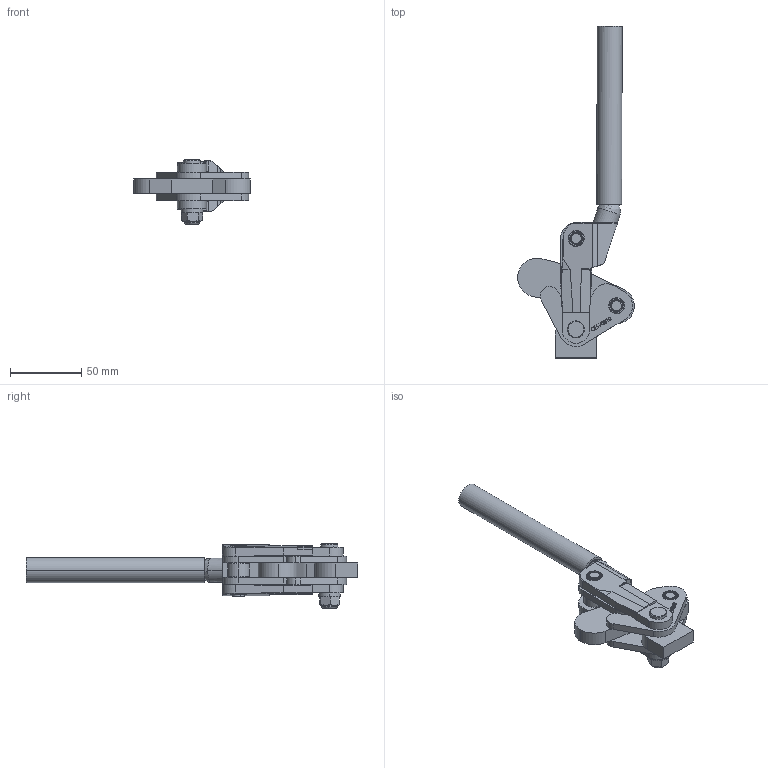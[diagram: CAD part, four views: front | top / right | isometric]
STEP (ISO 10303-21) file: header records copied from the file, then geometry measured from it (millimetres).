
FILE_DESCRIPTION (( 'STEP AP203' ), '1' );
FILE_NAME ('CH-70310.STEP', '2017-12-08T09:12:47', ( 'Windows' ), ( 'Microsoft' ), 'SwSTEP 2.0', 'SolidWorks 2015', '' );
FILE_SCHEMA (( 'CONFIG_CONTROL_DESIGN' ));
Length unit declared in the file: millimetre
Products named in the file (13): 70310-11; 70310-12; 70310-02; 5-16 LOCK NUT; 70310-09; 70310-01; 70310-03; 70310-08; 70310-04; CH-70310; 70310-10; 70310-05; 70310-07
Assembly tree (23 placements, depth 2):
  CH-70310
    70310-02
    70310-09  x10
    70310-03
    70310-04  x2
    70310-10  x2
    70310-05
    70310-07
    70310-11
    70310-12
    5-16 LOCK NUT
    70310-01
    70310-08
Bounding box: 81.67 x 232.75 x 44.99 mm (x, y, z)
Volume: 105929.4 mm3; surface area: 57770.3 mm2
Topology: 25 solids, 25 shells, 3666 faces, 8974 edges, 5941 vertices
Faces by surface type: plane 3191, bspline 188, cylinder 171, cone 113, torus 3
Entity records: 97242 total; most frequent: CARTESIAN_POINT 25819, ORIENTED_EDGE 14560, DIRECTION 13788, EDGE_CURVE 7280, LINE 5290, VECTOR 5290, VERTEX_POINT 4837, AXIS2_PLACEMENT_3D 4249
